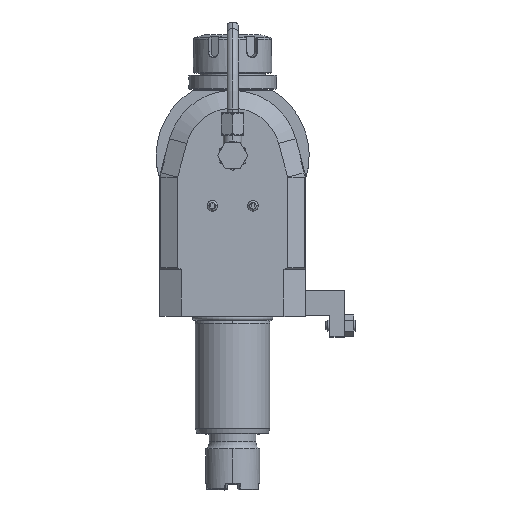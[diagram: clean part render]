
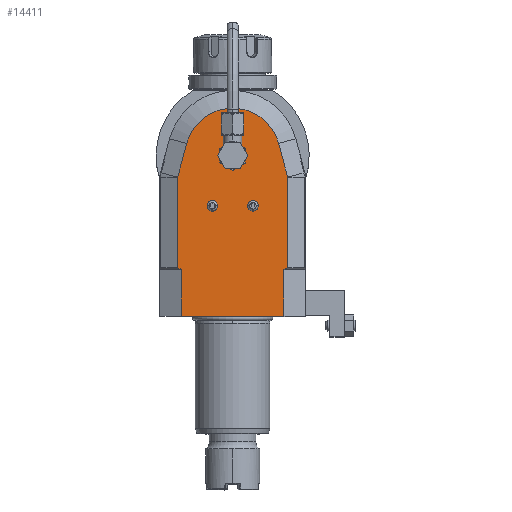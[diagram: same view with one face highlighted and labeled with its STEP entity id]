
A CAD part, top view. The second image highlights one B-rep face of the part: STEP entity #14411.
In plain terms, the highlighted planar face has unit normal (0, 0, 1).
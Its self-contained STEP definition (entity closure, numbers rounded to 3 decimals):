
#343=DIRECTION('',(-1.,0.,0.));
#344=VECTOR('',#343,55.);
#345=CARTESIAN_POINT('',(27.5,-86.,40.));
#346=LINE('',#345,#344);
#525=DIRECTION('',(0.,1.,0.));
#526=VECTOR('',#525,25.);
#527=CARTESIAN_POINT('',(-27.5,-86.,40.));
#528=LINE('',#527,#526);
#529=DIRECTION('',(0.894,-0.447,0.));
#530=VECTOR('',#529,2.236);
#531=CARTESIAN_POINT('',(-29.5,-60.,40.));
#532=LINE('',#531,#530);
#533=DIRECTION('',(0.,-1.,0.));
#534=VECTOR('',#533,48.363);
#535=CARTESIAN_POINT('',(-29.5,-11.637,40.));
#536=LINE('',#535,#534);
#537=CARTESIAN_POINT('',(-29.,-11.637,40.));
#538=DIRECTION('',(0.,0.,1.));
#539=DIRECTION('',(-0.966,0.259,0.));
#540=AXIS2_PLACEMENT_3D('',#537,#538,#539);
#542=DIRECTION('',(-0.259,-0.966,0.));
#543=VECTOR('',#542,18.746);
#544=CARTESIAN_POINT('',(-24.631,6.6,40.));
#545=LINE('',#544,#543);
#546=CARTESIAN_POINT('',(0.,0.,40.));
#547=DIRECTION('',(0.,0.,1.));
#548=DIRECTION('',(0.966,0.259,0.));
#549=AXIS2_PLACEMENT_3D('',#546,#547,#548);
#551=DIRECTION('',(-0.259,0.966,0.));
#552=VECTOR('',#551,18.746);
#553=CARTESIAN_POINT('',(29.483,-11.507,40.));
#554=LINE('',#553,#552);
#555=CARTESIAN_POINT('',(29.,-11.637,40.));
#556=DIRECTION('',(0.,0.,1.));
#557=DIRECTION('',(1.,0.,0.));
#558=AXIS2_PLACEMENT_3D('',#555,#556,#557);
#560=DIRECTION('',(0.,1.,0.));
#561=VECTOR('',#560,48.363);
#562=CARTESIAN_POINT('',(29.5,-60.,40.));
#563=LINE('',#562,#561);
#564=DIRECTION('',(0.894,0.447,0.));
#565=VECTOR('',#564,2.236);
#566=CARTESIAN_POINT('',(27.5,-61.,40.));
#567=LINE('',#566,#565);
#568=DIRECTION('',(0.,-1.,0.));
#569=VECTOR('',#568,25.);
#570=CARTESIAN_POINT('',(27.5,-61.,40.));
#571=LINE('',#570,#569);
#572=CARTESIAN_POINT('',(0.,0.,40.));
#573=DIRECTION('',(0.,0.,1.));
#574=DIRECTION('',(1.,0.,0.));
#575=AXIS2_PLACEMENT_3D('',#572,#573,#574);
#577=CARTESIAN_POINT('',(0.,0.,40.));
#578=DIRECTION('',(0.,0.,1.));
#579=DIRECTION('',(-1.,0.,0.));
#580=AXIS2_PLACEMENT_3D('',#577,#578,#579);
#582=CARTESIAN_POINT('',(10.864,-26.888,40.));
#583=DIRECTION('',(0.,0.,1.));
#584=DIRECTION('',(-1.,0.,0.));
#585=AXIS2_PLACEMENT_3D('',#582,#583,#584);
#587=CARTESIAN_POINT('',(10.864,-26.888,40.));
#588=DIRECTION('',(0.,0.,1.));
#589=DIRECTION('',(1.,0.,0.));
#590=AXIS2_PLACEMENT_3D('',#587,#588,#589);
#592=CARTESIAN_POINT('',(-10.864,-26.888,40.));
#593=DIRECTION('',(0.,0.,1.));
#594=DIRECTION('',(-1.,0.,0.));
#595=AXIS2_PLACEMENT_3D('',#592,#593,#594);
#597=CARTESIAN_POINT('',(-10.864,-26.888,40.));
#598=DIRECTION('',(0.,0.,1.));
#599=DIRECTION('',(1.,0.,0.));
#600=AXIS2_PLACEMENT_3D('',#597,#598,#599);
#12482=CARTESIAN_POINT('',(24.631,6.6,40.));
#12483=CARTESIAN_POINT('',(-24.631,6.6,40.));
#12484=VERTEX_POINT('',#12482);
#12485=VERTEX_POINT('',#12483);
#12490=CARTESIAN_POINT('',(-29.483,-11.507,40.));
#12491=VERTEX_POINT('',#12490);
#12492=CARTESIAN_POINT('',(29.483,-11.507,40.));
#12493=VERTEX_POINT('',#12492);
#12494=CARTESIAN_POINT('',(-29.5,-11.637,40.));
#12495=VERTEX_POINT('',#12494);
#12496=CARTESIAN_POINT('',(29.5,-11.637,40.));
#12497=VERTEX_POINT('',#12496);
#12515=CARTESIAN_POINT('',(29.5,-60.,40.));
#12517=VERTEX_POINT('',#12515);
#12524=CARTESIAN_POINT('',(-29.5,-60.,40.));
#12525=VERTEX_POINT('',#12524);
#12836=CARTESIAN_POINT('',(-13.714,-26.888,40.));
#12837=CARTESIAN_POINT('',(-8.014,-26.888,40.));
#12838=VERTEX_POINT('',#12836);
#12839=VERTEX_POINT('',#12837);
#12872=CARTESIAN_POINT('',(8.014,-26.888,40.));
#12873=CARTESIAN_POINT('',(13.714,-26.888,40.));
#12874=VERTEX_POINT('',#12872);
#12875=VERTEX_POINT('',#12873);
#13598=CARTESIAN_POINT('',(6.5,0.,40.));
#13599=CARTESIAN_POINT('',(-6.5,0.,40.));
#13600=VERTEX_POINT('',#13598);
#13601=VERTEX_POINT('',#13599);
#13762=CARTESIAN_POINT('',(-27.5,-86.,40.));
#13764=VERTEX_POINT('',#13762);
#13767=CARTESIAN_POINT('',(27.5,-86.,40.));
#13769=VERTEX_POINT('',#13767);
#13978=CARTESIAN_POINT('',(27.5,-61.,40.));
#13979=VERTEX_POINT('',#13978);
#13984=CARTESIAN_POINT('',(-27.5,-61.,40.));
#13985=VERTEX_POINT('',#13984);
#14364=CARTESIAN_POINT('',(0.,0.,40.));
#14365=DIRECTION('',(0.,0.,1.));
#14366=DIRECTION('',(1.,0.,0.));
#14367=AXIS2_PLACEMENT_3D('',#14364,#14365,#14366);
#14368=PLANE('',#14367);
#14369=ORIENTED_EDGE('',*,*,#14355,.T.);
#14371=ORIENTED_EDGE('',*,*,#14370,.F.);
#14373=ORIENTED_EDGE('',*,*,#14372,.F.);
#14375=ORIENTED_EDGE('',*,*,#14374,.F.);
#14377=ORIENTED_EDGE('',*,*,#14376,.F.);
#14379=ORIENTED_EDGE('',*,*,#14378,.F.);
#14381=ORIENTED_EDGE('',*,*,#14380,.F.);
#14383=ORIENTED_EDGE('',*,*,#14382,.F.);
#14385=ORIENTED_EDGE('',*,*,#14384,.F.);
#14387=ORIENTED_EDGE('',*,*,#14386,.F.);
#14389=ORIENTED_EDGE('',*,*,#14388,.T.);
#14390=ORIENTED_EDGE('',*,*,#14325,.T.);
#14391=EDGE_LOOP('',(#14369,#14371,#14373,#14375,#14377,#14379,#14381,#14383,
#14385,#14387,#14389,#14390));
#14392=FACE_OUTER_BOUND('',#14391,.F.);
#14394=ORIENTED_EDGE('',*,*,#14393,.T.);
#14396=ORIENTED_EDGE('',*,*,#14395,.T.);
#14397=EDGE_LOOP('',(#14394,#14396));
#14398=FACE_BOUND('',#14397,.F.);
#14400=ORIENTED_EDGE('',*,*,#14399,.T.);
#14402=ORIENTED_EDGE('',*,*,#14401,.T.);
#14403=EDGE_LOOP('',(#14400,#14402));
#14404=FACE_BOUND('',#14403,.F.);
#14406=ORIENTED_EDGE('',*,*,#14405,.T.);
#14408=ORIENTED_EDGE('',*,*,#14407,.T.);
#14409=EDGE_LOOP('',(#14406,#14408));
#14410=FACE_BOUND('',#14409,.F.);
#541=CIRCLE('',#540,0.5);
#550=CIRCLE('',#549,25.5);
#559=CIRCLE('',#558,0.5);
#576=CIRCLE('',#575,6.5);
#581=CIRCLE('',#580,6.5);
#586=CIRCLE('',#585,2.85);
#591=CIRCLE('',#590,2.85);
#596=CIRCLE('',#595,2.85);
#601=CIRCLE('',#600,2.85);
#14325=EDGE_CURVE('',#13769,#13764,#346,.T.);
#14355=EDGE_CURVE('',#13764,#13985,#528,.T.);
#14370=EDGE_CURVE('',#12525,#13985,#532,.T.);
#14372=EDGE_CURVE('',#12495,#12525,#536,.T.);
#14374=EDGE_CURVE('',#12491,#12495,#541,.T.);
#14376=EDGE_CURVE('',#12485,#12491,#545,.T.);
#14378=EDGE_CURVE('',#12484,#12485,#550,.T.);
#14380=EDGE_CURVE('',#12493,#12484,#554,.T.);
#14382=EDGE_CURVE('',#12497,#12493,#559,.T.);
#14384=EDGE_CURVE('',#12517,#12497,#563,.T.);
#14386=EDGE_CURVE('',#13979,#12517,#567,.T.);
#14388=EDGE_CURVE('',#13979,#13769,#571,.T.);
#14393=EDGE_CURVE('',#13600,#13601,#576,.T.);
#14395=EDGE_CURVE('',#13601,#13600,#581,.T.);
#14399=EDGE_CURVE('',#12874,#12875,#586,.T.);
#14401=EDGE_CURVE('',#12875,#12874,#591,.T.);
#14405=EDGE_CURVE('',#12838,#12839,#596,.T.);
#14407=EDGE_CURVE('',#12839,#12838,#601,.T.);
#14411=ADVANCED_FACE('',(#14392,#14398,#14404,#14410),#14368,.T.);
